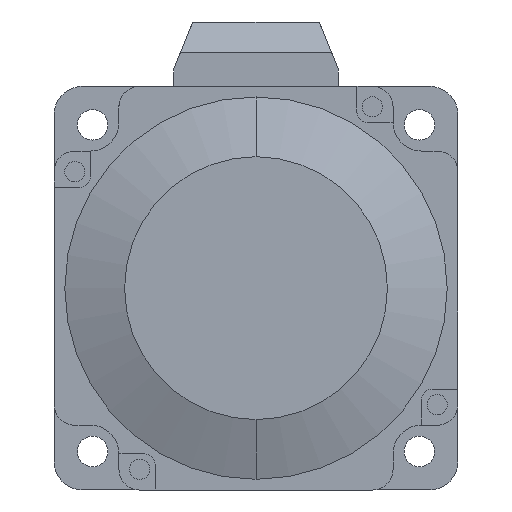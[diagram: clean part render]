
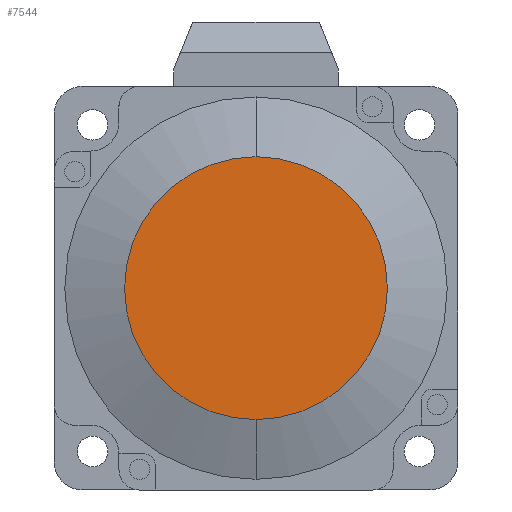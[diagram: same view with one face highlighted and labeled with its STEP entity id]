
A CAD part, front view. The second image highlights one B-rep face of the part: STEP entity #7544.
In plain terms, the highlighted planar face has unit normal (0, -1, 0).
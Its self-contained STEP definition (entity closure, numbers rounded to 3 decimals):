
#165 = AXIS2_PLACEMENT_3D ( 'NONE', #7996, #3744, #8702 ) ;
#360 = DIRECTION ( 'NONE',  ( 0., 0., 1. ) ) ;
#808 = DIRECTION ( 'NONE',  ( 0., -1., 0. ) ) ;
#1016 = EDGE_LOOP ( 'NONE', ( #7714, #3105 ) ) ;
#1472 = CARTESIAN_POINT ( 'NONE',  ( 0., -4.5, 0. ) ) ;
#1965 = CARTESIAN_POINT ( 'NONE',  ( 0., -4.5, -28. ) ) ;
#3105 = ORIENTED_EDGE ( 'NONE', *, *, #6470, .F. ) ;
#3351 = AXIS2_PLACEMENT_3D ( 'NONE', #1472, #808, #5809 ) ;
#3662 = PLANE ( 'NONE',  #3351 ) ;
#3744 = DIRECTION ( 'NONE',  ( 0., 1., 0. ) ) ;
#4412 = CIRCLE ( 'NONE', #9120, 28. ) ;
#4648 = DIRECTION ( 'NONE',  ( 0., 1., 0. ) ) ;
#4813 = EDGE_CURVE ( 'NONE', #7395, #7893, #6284, .T. ) ;
#5399 = FACE_OUTER_BOUND ( 'NONE', #1016, .T. ) ;
#5809 = DIRECTION ( 'NONE',  ( 0., 0., -1. ) ) ;
#6284 = CIRCLE ( 'NONE', #165, 28. ) ;
#6470 = EDGE_CURVE ( 'NONE', #7893, #7395, #4412, .T. ) ;
#7395 = VERTEX_POINT ( 'NONE', #7690 ) ;
#7544 = ADVANCED_FACE ( 'NONE', ( #5399 ), #3662, .T. ) ;
#7690 = CARTESIAN_POINT ( 'NONE',  ( 0., -4.5, 28. ) ) ;
#7714 = ORIENTED_EDGE ( 'NONE', *, *, #4813, .F. ) ;
#7893 = VERTEX_POINT ( 'NONE', #1965 ) ;
#7996 = CARTESIAN_POINT ( 'NONE',  ( 0., -4.5, 0. ) ) ;
#8702 = DIRECTION ( 'NONE',  ( 0., 0., 1. ) ) ;
#8896 = CARTESIAN_POINT ( 'NONE',  ( 0., -4.5, 0. ) ) ;
#9120 = AXIS2_PLACEMENT_3D ( 'NONE', #8896, #4648, #360 ) ;
